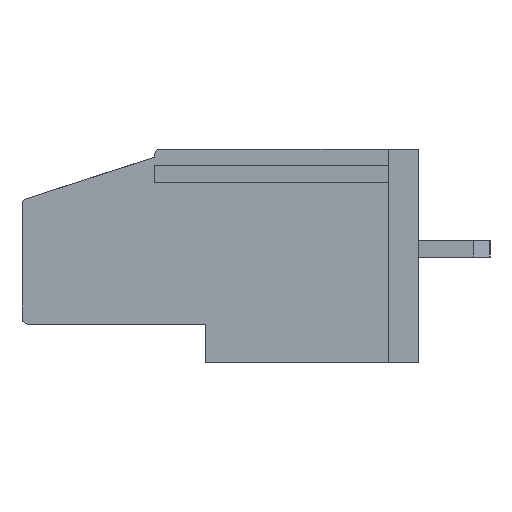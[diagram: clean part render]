
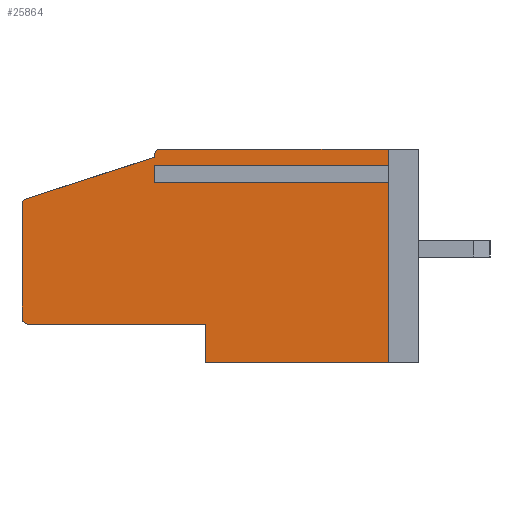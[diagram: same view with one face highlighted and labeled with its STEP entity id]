
A CAD part, left-side view. The second image highlights one B-rep face of the part: STEP entity #25864.
In plain terms, the highlighted planar face has unit normal (-1, 0, 0).
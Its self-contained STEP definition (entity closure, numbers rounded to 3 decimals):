
#241 = ORIENTED_EDGE ( 'NONE', *, *, #18436, .F. ) ;
#807 = CARTESIAN_POINT ( 'NONE',  ( 0., 12.7, 10.5 ) ) ;
#1392 = FACE_OUTER_BOUND ( 'NONE', #23012, .T. ) ;
#1925 = DIRECTION ( 'NONE',  ( 0., 0., 1. ) ) ;
#2414 = CARTESIAN_POINT ( 'NONE',  ( 0., 1.5, 10.5 ) ) ;
#2509 = VECTOR ( 'NONE', #17752, 1000. ) ;
#2618 = LINE ( 'NONE', #2414, #2509 ) ;
#2936 = AXIS2_PLACEMENT_3D ( 'NONE', #27494, #12011, #17928 ) ;
#3451 = VERTEX_POINT ( 'NONE', #36747 ) ;
#3949 = EDGE_CURVE ( 'NONE', #12534, #25860, #32511, .T. ) ;
#4341 = DIRECTION ( 'NONE',  ( 0., 1., 0. ) ) ;
#4383 = CARTESIAN_POINT ( 'NONE',  ( 0., 13., 9.098 ) ) ;
#4538 = CARTESIAN_POINT ( 'NONE',  ( 0., 19.5, 1.9 ) ) ;
#4542 = ORIENTED_EDGE ( 'NONE', *, *, #16247, .T. ) ;
#4619 = DIRECTION ( 'NONE',  ( 0., 0., -1. ) ) ;
#4793 = CARTESIAN_POINT ( 'NONE',  ( 0., 10.5, 1.9 ) ) ;
#5006 = ORIENTED_EDGE ( 'NONE', *, *, #39963, .F. ) ;
#5037 = CIRCLE ( 'NONE', #21324, 0.3 ) ;
#5247 = CARTESIAN_POINT ( 'NONE',  ( 0., 13., 9.502 ) ) ;
#5393 = ORIENTED_EDGE ( 'NONE', *, *, #10346, .F. ) ;
#5961 = EDGE_CURVE ( 'NONE', #21526, #39984, #21214, .T. ) ;
#6660 = DIRECTION ( 'NONE',  ( 0., 0., -1. ) ) ;
#6912 = VECTOR ( 'NONE', #27527, 1000. ) ;
#7457 = DIRECTION ( 'NONE',  ( 0., -1., 0. ) ) ;
#7530 = CARTESIAN_POINT ( 'NONE',  ( 0., 1.5, 0. ) ) ;
#8970 = CARTESIAN_POINT ( 'NONE',  ( 0., 10.5, 1.9 ) ) ;
#9114 = CARTESIAN_POINT ( 'NONE',  ( 0., 12.7, 10.2 ) ) ;
#9264 = CARTESIAN_POINT ( 'NONE',  ( 0., 19.5, 8. ) ) ;
#9384 = CARTESIAN_POINT ( 'NONE',  ( 0., 19.292, 8.067 ) ) ;
#9758 = CARTESIAN_POINT ( 'NONE',  ( 0., 19.5, 10.5 ) ) ;
#9775 = VECTOR ( 'NONE', #20321, 1000. ) ;
#10346 = EDGE_CURVE ( 'NONE', #34642, #39239, #25045, .T. ) ;
#10633 = CARTESIAN_POINT ( 'NONE',  ( 0., 13., 10.1 ) ) ;
#11019 = CARTESIAN_POINT ( 'NONE',  ( 0., 19.5, 10.5 ) ) ;
#12011 = DIRECTION ( 'NONE',  ( -1., 0., 0. ) ) ;
#12522 = VECTOR ( 'NONE', #7457, 1000. ) ;
#12534 = VERTEX_POINT ( 'NONE', #29222 ) ;
#12577 = CARTESIAN_POINT ( 'NONE',  ( 0., 13., 9.502 ) ) ;
#12935 = ORIENTED_EDGE ( 'NONE', *, *, #25515, .F. ) ;
#13181 = LINE ( 'NONE', #25636, #12522 ) ;
#13803 = VERTEX_POINT ( 'NONE', #8970 ) ;
#14292 = ORIENTED_EDGE ( 'NONE', *, *, #20105, .F. ) ;
#14343 = VECTOR ( 'NONE', #31048, 1000. ) ;
#14495 = CARTESIAN_POINT ( 'NONE',  ( 0., 19.5, 0. ) ) ;
#14663 = VECTOR ( 'NONE', #4619, 1000. ) ;
#14976 = CIRCLE ( 'NONE', #37730, 0.3 ) ;
#16247 = EDGE_CURVE ( 'NONE', #27229, #37044, #5037, .T. ) ;
#16943 = VECTOR ( 'NONE', #1925, 1000. ) ;
#17317 = VECTOR ( 'NONE', #35316, 1000. ) ;
#17329 = VECTOR ( 'NONE', #32165, 1000. ) ;
#17479 = VERTEX_POINT ( 'NONE', #22294 ) ;
#17752 = DIRECTION ( 'NONE',  ( 0., 0., -1. ) ) ;
#17837 = LINE ( 'NONE', #9264, #14343 ) ;
#17928 = DIRECTION ( 'NONE',  ( 0., 0., -1. ) ) ;
#18285 = DIRECTION ( 'NONE',  ( -1., 0., 0. ) ) ;
#18436 = EDGE_CURVE ( 'NONE', #39239, #12534, #32485, .T. ) ;
#18535 = EDGE_CURVE ( 'NONE', #22438, #19149, #17837, .T. ) ;
#18676 = DIRECTION ( 'NONE',  ( 0., 0., -1. ) ) ;
#19149 = VERTEX_POINT ( 'NONE', #19699 ) ;
#19590 = VECTOR ( 'NONE', #4341, 1000. ) ;
#19699 = CARTESIAN_POINT ( 'NONE',  ( 0., 13., 10.1 ) ) ;
#19942 = EDGE_CURVE ( 'NONE', #22438, #39984, #21882, .T. ) ;
#20105 = EDGE_CURVE ( 'NONE', #27229, #28013, #37642, .T. ) ;
#20321 = DIRECTION ( 'NONE',  ( 0., -1., 0. ) ) ;
#20643 = CARTESIAN_POINT ( 'NONE',  ( 0., 1.5, 10.5 ) ) ;
#21214 = LINE ( 'NONE', #39925, #23909 ) ;
#21324 = AXIS2_PLACEMENT_3D ( 'NONE', #9114, #18285, #18676 ) ;
#21385 = DIRECTION ( 'NONE',  ( -1., 0., 0. ) ) ;
#21462 = EDGE_CURVE ( 'NONE', #28013, #3451, #2618, .T. ) ;
#21526 = VERTEX_POINT ( 'NONE', #32988 ) ;
#21814 = ORIENTED_EDGE ( 'NONE', *, *, #19942, .T. ) ;
#21882 = CIRCLE ( 'NONE', #2936, 0.3 ) ;
#21933 = VECTOR ( 'NONE', #6660, 1000. ) ;
#22294 = CARTESIAN_POINT ( 'NONE',  ( 0., 19.2, 1.9 ) ) ;
#22438 = VERTEX_POINT ( 'NONE', #9384 ) ;
#23012 = EDGE_LOOP ( 'NONE', ( #39728, #34606, #5006, #12935, #25717, #34128, #241, #5393, #27823, #25160, #14292, #4542, #32277, #24742, #21814 ) ) ;
#23269 = LINE ( 'NONE', #10633, #17329 ) ;
#23909 = VECTOR ( 'NONE', #30552, 1000. ) ;
#24061 = EDGE_CURVE ( 'NONE', #19149, #37044, #23269, .T. ) ;
#24578 = EDGE_CURVE ( 'NONE', #34695, #25860, #39320, .T. ) ;
#24664 = CARTESIAN_POINT ( 'NONE',  ( 0., 19.2, 2.2 ) ) ;
#24742 = ORIENTED_EDGE ( 'NONE', *, *, #18535, .F. ) ;
#25045 = LINE ( 'NONE', #12577, #21933 ) ;
#25160 = ORIENTED_EDGE ( 'NONE', *, *, #21462, .F. ) ;
#25515 = EDGE_CURVE ( 'NONE', #34695, #13803, #29856, .T. ) ;
#25636 = CARTESIAN_POINT ( 'NONE',  ( 0., 13., 9.502 ) ) ;
#25717 = ORIENTED_EDGE ( 'NONE', *, *, #24578, .T. ) ;
#25860 = VERTEX_POINT ( 'NONE', #7530 ) ;
#25864 = ADVANCED_FACE ( 'NONE', ( #1392 ), #26293, .F. ) ;
#26293 = PLANE ( 'NONE',  #34602 ) ;
#27229 = VERTEX_POINT ( 'NONE', #807 ) ;
#27494 = CARTESIAN_POINT ( 'NONE',  ( 0., 19.2, 7.782 ) ) ;
#27527 = DIRECTION ( 'NONE',  ( 0., -1., 0. ) ) ;
#27823 = ORIENTED_EDGE ( 'NONE', *, *, #35596, .T. ) ;
#28013 = VERTEX_POINT ( 'NONE', #20643 ) ;
#28235 = EDGE_CURVE ( 'NONE', #21526, #17479, #14976, .T. ) ;
#28356 = CARTESIAN_POINT ( 'NONE',  ( 0., 13., 9.098 ) ) ;
#28911 = DIRECTION ( 'NONE',  ( 1., 0., 0. ) ) ;
#29222 = CARTESIAN_POINT ( 'NONE',  ( 0., 1.5, 9.098 ) ) ;
#29582 = CARTESIAN_POINT ( 'NONE',  ( 0., 19.5, 7.782 ) ) ;
#29856 = LINE ( 'NONE', #4793, #16943 ) ;
#30552 = DIRECTION ( 'NONE',  ( 0., 0., 1. ) ) ;
#31048 = DIRECTION ( 'NONE',  ( 0., -0.952, 0.307 ) ) ;
#32165 = DIRECTION ( 'NONE',  ( 0., 0., 1. ) ) ;
#32277 = ORIENTED_EDGE ( 'NONE', *, *, #24061, .F. ) ;
#32485 = LINE ( 'NONE', #4383, #9775 ) ;
#32511 = LINE ( 'NONE', #35348, #14663 ) ;
#32988 = CARTESIAN_POINT ( 'NONE',  ( 0., 19.5, 2.2 ) ) ;
#33549 = DIRECTION ( 'NONE',  ( 0., 0., -1. ) ) ;
#33937 = CARTESIAN_POINT ( 'NONE',  ( 0., 10.5, 0. ) ) ;
#34128 = ORIENTED_EDGE ( 'NONE', *, *, #3949, .F. ) ;
#34602 = AXIS2_PLACEMENT_3D ( 'NONE', #11019, #28911, #38680 ) ;
#34606 = ORIENTED_EDGE ( 'NONE', *, *, #28235, .T. ) ;
#34642 = VERTEX_POINT ( 'NONE', #5247 ) ;
#34695 = VERTEX_POINT ( 'NONE', #33937 ) ;
#35316 = DIRECTION ( 'NONE',  ( 0., -1., 0. ) ) ;
#35348 = CARTESIAN_POINT ( 'NONE',  ( 0., 1.5, 10.5 ) ) ;
#35477 = LINE ( 'NONE', #4538, #19590 ) ;
#35596 = EDGE_CURVE ( 'NONE', #34642, #3451, #13181, .T. ) ;
#36747 = CARTESIAN_POINT ( 'NONE',  ( 0., 1.5, 9.502 ) ) ;
#37044 = VERTEX_POINT ( 'NONE', #37848 ) ;
#37642 = LINE ( 'NONE', #9758, #17317 ) ;
#37730 = AXIS2_PLACEMENT_3D ( 'NONE', #24664, #21385, #33549 ) ;
#37848 = CARTESIAN_POINT ( 'NONE',  ( 0., 13., 10.2 ) ) ;
#38680 = DIRECTION ( 'NONE',  ( 0., 0., -1. ) ) ;
#39239 = VERTEX_POINT ( 'NONE', #28356 ) ;
#39320 = LINE ( 'NONE', #14495, #6912 ) ;
#39728 = ORIENTED_EDGE ( 'NONE', *, *, #5961, .F. ) ;
#39925 = CARTESIAN_POINT ( 'NONE',  ( 0., 19.5, 10.5 ) ) ;
#39963 = EDGE_CURVE ( 'NONE', #13803, #17479, #35477, .T. ) ;
#39984 = VERTEX_POINT ( 'NONE', #29582 ) ;
